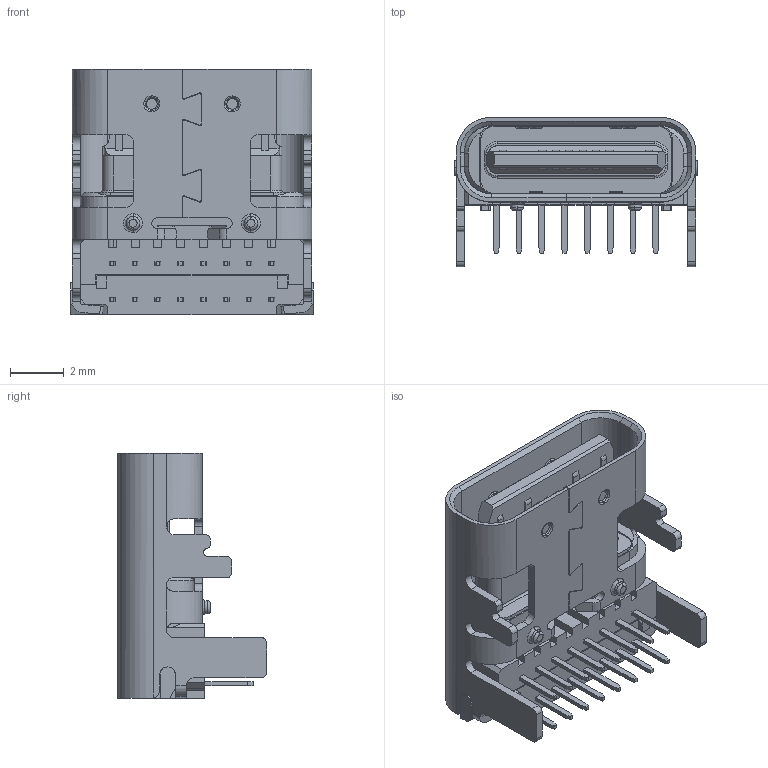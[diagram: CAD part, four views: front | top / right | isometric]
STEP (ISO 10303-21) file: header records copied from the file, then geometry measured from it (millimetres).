
FILE_DESCRIPTION(('CAx-IF Rec.Pracs.---Model Styling and Organization---1.5---2016-08-15','CAx-IF Rec.Pracs.---Geometric and Assembly Validation Properties---4.4---2016-08-17','CAx-IF Rec.Pracs.---User Defined Attributes---1.5---2016-08-15','CAx-IF Rec.Pracs.---External References---2.1---2005-01-19'),'2;1');
FILE_NAME('1590441.step','2022-12-19T04:20:58',('Unspecified'),('Unspecified'),'CAD Exchanger 3.8.1 (cadexchanger.com)','Unspecified','');
FILE_SCHEMA(('AUTOMOTIVE_DESIGN { 1 0 10303 214 1 1 1 1 }'));
Length unit declared in the file: millimetre
Products named in the file (4): USB4085-GF-A_revA2; USB4085-GF-A; shell_1; housing_2
Assembly tree (3 placements, depth 3):
  USB4085-GF-A_revA2
    USB4085-GF-A
      shell_1
      housing_2
Bounding box: 9.03 x 5.56 x 9.17 mm (x, y, z)
Volume: 166.6 mm3; surface area: 640.2 mm2
Topology: 2 solids, 2 shells, 699 faces, 1872 edges, 1215 vertices
Faces by surface type: plane 468, cylinder 145, bspline 76, cone 10
Entity records: 34425 total; most frequent: CARTESIAN_POINT 15918, ORIENTED_EDGE 3744, DIRECTION 3133, EDGE_CURVE 1872, LINE 1321, VECTOR 1321, VERTEX_POINT 1215, AXIS2_PLACEMENT_3D 906
